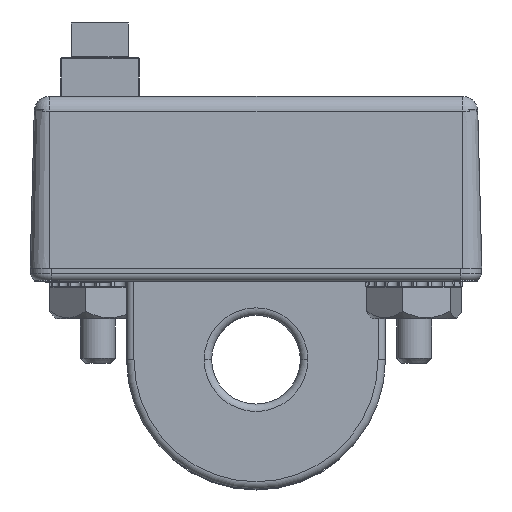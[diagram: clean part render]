
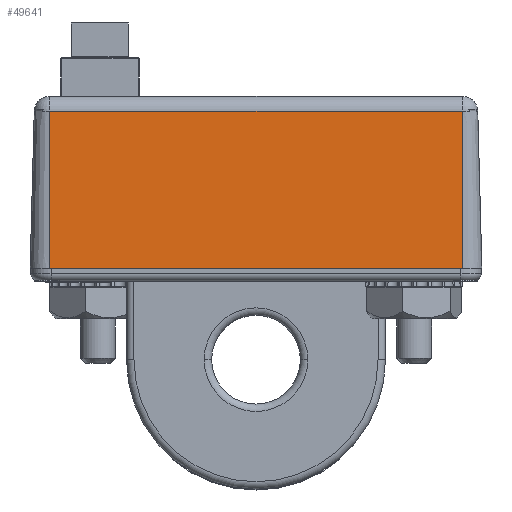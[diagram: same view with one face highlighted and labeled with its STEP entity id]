
A CAD part, left-side view. The second image highlights one B-rep face of the part: STEP entity #49641.
In plain terms, the highlighted face is planar.
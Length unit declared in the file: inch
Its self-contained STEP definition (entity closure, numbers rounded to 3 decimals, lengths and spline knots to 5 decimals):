
#470 = EDGE_LOOP ( 'NONE', ( #43897, #4483, #57980, #60264 ) ) ;
#3114 = CARTESIAN_POINT ( 'NONE',  ( -1.58031, 0.68, -0.815 ) ) ;
#3144 = EDGE_CURVE ( 'NONE', #42234, #4493, #4466, .T. ) ;
#4466 = LINE ( 'NONE', #37406, #14531 ) ;
#4483 = ORIENTED_EDGE ( 'NONE', *, *, #3144, .T. ) ;
#4493 = VERTEX_POINT ( 'NONE', #26433 ) ;
#6194 = CARTESIAN_POINT ( 'NONE',  ( -1.5625, 0., 0.815 ) ) ;
#8990 = EDGE_CURVE ( 'NONE', #53757, #17379, #42933, .T. ) ;
#9107 = CARTESIAN_POINT ( 'NONE',  ( -1.5625, 0., 0.815 ) ) ;
#14531 = VECTOR ( 'NONE', #33095, 39.37008 ) ;
#17379 = VERTEX_POINT ( 'NONE', #37401 ) ;
#18666 = LINE ( 'NONE', #6194, #51908 ) ;
#24062 = DIRECTION ( 'NONE',  ( -1., -0.026, 0. ) ) ;
#26433 = CARTESIAN_POINT ( 'NONE',  ( -1.56403, 0.05843, 0.815 ) ) ;
#29252 = PLANE ( 'NONE',  #39551 ) ;
#31586 = CARTESIAN_POINT ( 'NONE',  ( -1.56403, 0.05843, -0.815 ) ) ;
#32200 = EDGE_CURVE ( 'NONE', #53757, #42234, #41905, .T. ) ;
#33095 = DIRECTION ( 'NONE',  ( 0., 0., 1. ) ) ;
#36295 = DIRECTION ( 'NONE',  ( 0.026, -1., 0. ) ) ;
#37401 = CARTESIAN_POINT ( 'NONE',  ( -1.58031, 0.68, 0.815 ) ) ;
#37406 = CARTESIAN_POINT ( 'NONE',  ( -1.56403, 0.05843, 0.815 ) ) ;
#39551 = AXIS2_PLACEMENT_3D ( 'NONE', #9107, #24062, #43955 ) ;
#40876 = DIRECTION ( 'NONE',  ( 0.026, -1., 0. ) ) ;
#41905 = LINE ( 'NONE', #51206, #45724 ) ;
#42234 = VERTEX_POINT ( 'NONE', #31586 ) ;
#42933 = LINE ( 'NONE', #3114, #55309 ) ;
#43399 = DIRECTION ( 'NONE',  ( 0., 0., 1. ) ) ;
#43409 = EDGE_CURVE ( 'NONE', #17379, #4493, #18666, .T. ) ;
#43897 = ORIENTED_EDGE ( 'NONE', *, *, #32200, .T. ) ;
#43955 = DIRECTION ( 'NONE',  ( 0.026, -1., 0. ) ) ;
#45724 = VECTOR ( 'NONE', #40876, 39.37008 ) ;
#49641 = ADVANCED_FACE ( 'NONE', ( #58332 ), #29252, .T. ) ;
#51206 = CARTESIAN_POINT ( 'NONE',  ( -1.5625, 0., -0.815 ) ) ;
#51908 = VECTOR ( 'NONE', #36295, 39.37008 ) ;
#53757 = VERTEX_POINT ( 'NONE', #56800 ) ;
#55309 = VECTOR ( 'NONE', #43399, 39.37008 ) ;
#56800 = CARTESIAN_POINT ( 'NONE',  ( -1.58031, 0.68, -0.815 ) ) ;
#57980 = ORIENTED_EDGE ( 'NONE', *, *, #43409, .F. ) ;
#58332 = FACE_OUTER_BOUND ( 'NONE', #470, .T. ) ;
#60264 = ORIENTED_EDGE ( 'NONE', *, *, #8990, .F. ) ;
